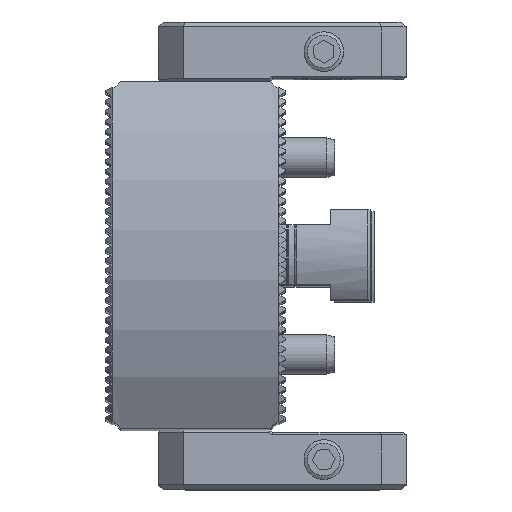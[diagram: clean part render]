
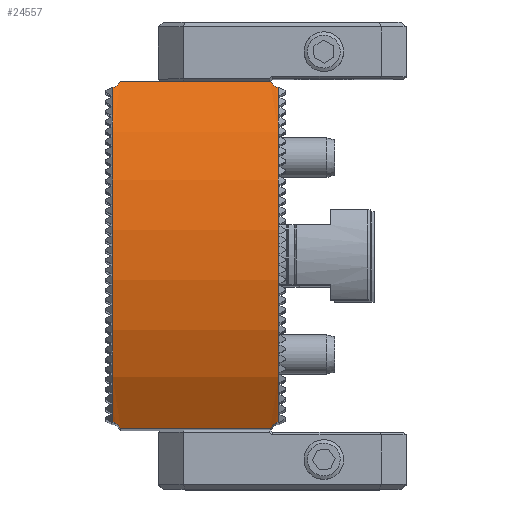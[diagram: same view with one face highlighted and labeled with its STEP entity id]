
A CAD part, top view. The second image highlights one B-rep face of the part: STEP entity #24557.
In plain terms, the highlighted cylindrical face has radius 65 mm (diameter 130 mm), a partial arc.
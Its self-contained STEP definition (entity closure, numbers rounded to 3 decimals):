
#845 = CARTESIAN_POINT ( 'NONE',  ( 16.3, -33.8, 130.521 ) ) ;
#1076 = VERTEX_POINT ( 'NONE', #43052 ) ;
#1128 = ORIENTED_EDGE ( 'NONE', *, *, #17355, .F. ) ;
#1562 = LINE ( 'NONE', #15493, #45153 ) ;
#1730 = CARTESIAN_POINT ( 'NONE',  ( -16.3, 33.8, 130.521 ) ) ;
#1830 = CARTESIAN_POINT ( 'NONE',  ( 15.897, -34.203, 130.276 ) ) ;
#2411 = CARTESIAN_POINT ( 'NONE',  ( 16.7, -33.8, 130.521 ) ) ;
#2477 = CARTESIAN_POINT ( 'NONE',  ( 16.3, 33.8, 130.521 ) ) ;
#2621 = CARTESIAN_POINT ( 'NONE',  ( 18.3, 35., 129.772 ) ) ;
#3360 = EDGE_CURVE ( 'NONE', #39139, #1076, #13215, .T. ) ;
#3929 = CARTESIAN_POINT ( 'NONE',  ( 16.7, 0., 75. ) ) ;
#4423 = ORIENTED_EDGE ( 'NONE', *, *, #34800, .T. ) ;
#4493 = DIRECTION ( 'NONE',  ( -1., 0., 0. ) ) ;
#4727 = DIRECTION ( 'NONE',  ( 1., 0., 0. ) ) ;
#6293 = ORIENTED_EDGE ( 'NONE', *, *, #52499, .F. ) ;
#7182 = EDGE_CURVE ( 'NONE', #11655, #50251, #30051, .T. ) ;
#7199 = DIRECTION ( 'NONE',  ( -1., 0., 0. ) ) ;
#8072 = FACE_OUTER_BOUND ( 'NONE', #42489, .T. ) ;
#8157 =( BOUNDED_CURVE ( )  B_SPLINE_CURVE ( 3, ( #11848, #45118, #50229, #2477 ),
 .UNSPECIFIED., .F., .F. ) 
 B_SPLINE_CURVE_WITH_KNOTS ( ( 4, 4 ),
 ( 1.002, 1.024 ),
 .UNSPECIFIED. ) 
 CURVE ( )  GEOMETRIC_REPRESENTATION_ITEM ( )  RATIONAL_B_SPLINE_CURVE ( ( 1., 1., 1., 1. ) ) 
 REPRESENTATION_ITEM ( '' )  );
#8580 = CARTESIAN_POINT ( 'NONE',  ( -15.897, -34.203, 130.276 ) ) ;
#9570 = DIRECTION ( 'NONE',  ( -1., 0., 0. ) ) ;
#9572 = CARTESIAN_POINT ( 'NONE',  ( -16.7, 33.8, 130.521 ) ) ;
#11655 = VERTEX_POINT ( 'NONE', #13454 ) ;
#11848 = CARTESIAN_POINT ( 'NONE',  ( 15.1, 35., 129.772 ) ) ;
#12030 = VERTEX_POINT ( 'NONE', #21106 ) ;
#12787 = CARTESIAN_POINT ( 'NONE',  ( -16.3, -33.8, 130.521 ) ) ;
#13215 = CIRCLE ( 'NONE', #36474, 65. ) ;
#13454 = CARTESIAN_POINT ( 'NONE',  ( 15.1, -35., 129.772 ) ) ;
#13594 = VECTOR ( 'NONE', #9570, 1000. ) ;
#13731 = VERTEX_POINT ( 'NONE', #16683 ) ;
#15493 = CARTESIAN_POINT ( 'NONE',  ( 18.3, 33.8, 130.521 ) ) ;
#16075 = VECTOR ( 'NONE', #42693, 1000. ) ;
#16672 = EDGE_CURVE ( 'NONE', #35505, #32558, #39856, .T. ) ;
#16683 = CARTESIAN_POINT ( 'NONE',  ( -16.3, 33.8, 130.521 ) ) ;
#17355 = EDGE_CURVE ( 'NONE', #43420, #50844, #50093, .T. ) ;
#18249 = CYLINDRICAL_SURFACE ( 'NONE', #24432, 65. ) ;
#18521 = CARTESIAN_POINT ( 'NONE',  ( -15.897, 34.203, 130.276 ) ) ;
#18608 = AXIS2_PLACEMENT_3D ( 'NONE', #3929, #4493, #43679 ) ;
#20275 = VERTEX_POINT ( 'NONE', #34728 ) ;
#21106 = CARTESIAN_POINT ( 'NONE',  ( -15.1, 35., 129.772 ) ) ;
#21734 = CARTESIAN_POINT ( 'NONE',  ( -15.1, -35., 129.772 ) ) ;
#22428 = CARTESIAN_POINT ( 'NONE',  ( -16.7, 0., 75. ) ) ;
#22775 = ORIENTED_EDGE ( 'NONE', *, *, #23710, .T. ) ;
#23324 = CARTESIAN_POINT ( 'NONE',  ( -15.497, 34.603, 130.026 ) ) ;
#23710 = EDGE_CURVE ( 'NONE', #12030, #13731, #26793, .T. ) ;
#24264 = DIRECTION ( 'NONE',  ( 1., 0., 0. ) ) ;
#24432 = AXIS2_PLACEMENT_3D ( 'NONE', #30204, #39101, #51433 ) ;
#24557 = ADVANCED_FACE ( 'NONE', ( #8072 ), #18249, .T. ) ;
#25216 = LINE ( 'NONE', #35652, #13594 ) ;
#25753 = VECTOR ( 'NONE', #43773, 1000. ) ;
#25972 = CARTESIAN_POINT ( 'NONE',  ( -16.3, -33.8, 130.521 ) ) ;
#26793 =( BOUNDED_CURVE ( )  B_SPLINE_CURVE ( 3, ( #36239, #23324, #18521, #1730 ),
 .UNSPECIFIED., .F., .F. ) 
 B_SPLINE_CURVE_WITH_KNOTS ( ( 4, 4 ),
 ( 4.144, 4.166 ),
 .UNSPECIFIED. ) 
 CURVE ( )  GEOMETRIC_REPRESENTATION_ITEM ( )  RATIONAL_B_SPLINE_CURVE ( ( 1., 1., 1., 1. ) ) 
 REPRESENTATION_ITEM ( '' )  );
#27553 = CARTESIAN_POINT ( 'NONE',  ( 16.3, -33.8, 130.521 ) ) ;
#28514 = CARTESIAN_POINT ( 'NONE',  ( 18.3, -33.8, 130.521 ) ) ;
#29448 = CARTESIAN_POINT ( 'NONE',  ( 18.3, -35., 129.772 ) ) ;
#30051 =( BOUNDED_CURVE ( )  B_SPLINE_CURVE ( 3, ( #32164, #53986, #1830, #27553 ),
 .UNSPECIFIED., .F., .T. ) 
 B_SPLINE_CURVE_WITH_KNOTS ( ( 4, 4 ),
 ( 1.002, 1.024 ),
 .UNSPECIFIED. ) 
 CURVE ( )  GEOMETRIC_REPRESENTATION_ITEM ( )  RATIONAL_B_SPLINE_CURVE ( ( 1., 1., 1., 1. ) ) 
 REPRESENTATION_ITEM ( '' )  );
#30204 = CARTESIAN_POINT ( 'NONE',  ( 18.3, 0., 75. ) ) ;
#30213 = CARTESIAN_POINT ( 'NONE',  ( -15.1, -35., 129.772 ) ) ;
#30826 = EDGE_CURVE ( 'NONE', #50251, #35505, #46276, .T. ) ;
#31979 = CARTESIAN_POINT ( 'NONE',  ( 15.1, 35., 129.772 ) ) ;
#32164 = CARTESIAN_POINT ( 'NONE',  ( 15.1, -35., 129.772 ) ) ;
#32558 = VERTEX_POINT ( 'NONE', #35955 ) ;
#33253 = ORIENTED_EDGE ( 'NONE', *, *, #16672, .T. ) ;
#33324 = VECTOR ( 'NONE', #7199, 1000. ) ;
#34728 = CARTESIAN_POINT ( 'NONE',  ( 16.3, 33.8, 130.521 ) ) ;
#34800 = EDGE_CURVE ( 'NONE', #13731, #39139, #25216, .T. ) ;
#35505 = VERTEX_POINT ( 'NONE', #2411 ) ;
#35652 = CARTESIAN_POINT ( 'NONE',  ( 18.3, 33.8, 130.521 ) ) ;
#35955 = CARTESIAN_POINT ( 'NONE',  ( 16.7, 33.8, 130.521 ) ) ;
#36239 = CARTESIAN_POINT ( 'NONE',  ( -15.1, 35., 129.772 ) ) ;
#36474 = AXIS2_PLACEMENT_3D ( 'NONE', #22428, #4727, #53008 ) ;
#38442 = EDGE_CURVE ( 'NONE', #40456, #12030, #52349, .T. ) ;
#38851 = ORIENTED_EDGE ( 'NONE', *, *, #30826, .T. ) ;
#39037 = CARTESIAN_POINT ( 'NONE',  ( 18.3, -33.8, 130.521 ) ) ;
#39101 = DIRECTION ( 'NONE',  ( -1., 0., 0. ) ) ;
#39139 = VERTEX_POINT ( 'NONE', #9572 ) ;
#39856 = CIRCLE ( 'NONE', #18608, 65. ) ;
#40197 = EDGE_CURVE ( 'NONE', #40456, #20275, #8157, .T. ) ;
#40456 = VERTEX_POINT ( 'NONE', #31979 ) ;
#41046 = ORIENTED_EDGE ( 'NONE', *, *, #38442, .T. ) ;
#41195 = EDGE_CURVE ( 'NONE', #11655, #43420, #54852, .T. ) ;
#41352 = LINE ( 'NONE', #39037, #25753 ) ;
#42057 = ORIENTED_EDGE ( 'NONE', *, *, #3360, .T. ) ;
#42489 = EDGE_LOOP ( 'NONE', ( #42586, #51443, #41046, #22775, #4423, #42057, #6293, #1128, #44350, #54729, #38851, #33253 ) ) ;
#42586 = ORIENTED_EDGE ( 'NONE', *, *, #45834, .F. ) ;
#42693 = DIRECTION ( 'NONE',  ( -1., 0., 0. ) ) ;
#43052 = CARTESIAN_POINT ( 'NONE',  ( -16.7, -33.8, 130.521 ) ) ;
#43053 = VECTOR ( 'NONE', #45787, 1000. ) ;
#43388 = CARTESIAN_POINT ( 'NONE',  ( -15.497, -34.603, 130.026 ) ) ;
#43420 = VERTEX_POINT ( 'NONE', #30213 ) ;
#43679 = DIRECTION ( 'NONE',  ( 0., 0., -1. ) ) ;
#43773 = DIRECTION ( 'NONE',  ( -1., 0., 0. ) ) ;
#44350 = ORIENTED_EDGE ( 'NONE', *, *, #41195, .F. ) ;
#45118 = CARTESIAN_POINT ( 'NONE',  ( 15.497, 34.603, 130.026 ) ) ;
#45153 = VECTOR ( 'NONE', #24264, 1000. ) ;
#45787 = DIRECTION ( 'NONE',  ( 1., 0., 0. ) ) ;
#45834 = EDGE_CURVE ( 'NONE', #20275, #32558, #1562, .T. ) ;
#46276 = LINE ( 'NONE', #28514, #43053 ) ;
#50093 =( BOUNDED_CURVE ( )  B_SPLINE_CURVE ( 3, ( #21734, #43388, #8580, #12787 ),
 .UNSPECIFIED., .F., .F. ) 
 B_SPLINE_CURVE_WITH_KNOTS ( ( 4, 4 ),
 ( 4.144, 4.166 ),
 .UNSPECIFIED. ) 
 CURVE ( )  GEOMETRIC_REPRESENTATION_ITEM ( )  RATIONAL_B_SPLINE_CURVE ( ( 1., 1., 1., 1. ) ) 
 REPRESENTATION_ITEM ( '' )  );
#50229 = CARTESIAN_POINT ( 'NONE',  ( 15.897, 34.203, 130.276 ) ) ;
#50251 = VERTEX_POINT ( 'NONE', #845 ) ;
#50844 = VERTEX_POINT ( 'NONE', #25972 ) ;
#51433 = DIRECTION ( 'NONE',  ( 0., 0., 1. ) ) ;
#51443 = ORIENTED_EDGE ( 'NONE', *, *, #40197, .F. ) ;
#52349 = LINE ( 'NONE', #2621, #33324 ) ;
#52499 = EDGE_CURVE ( 'NONE', #50844, #1076, #41352, .T. ) ;
#53008 = DIRECTION ( 'NONE',  ( 0., 0., -1. ) ) ;
#53986 = CARTESIAN_POINT ( 'NONE',  ( 15.497, -34.603, 130.026 ) ) ;
#54729 = ORIENTED_EDGE ( 'NONE', *, *, #7182, .T. ) ;
#54852 = LINE ( 'NONE', #29448, #16075 ) ;
